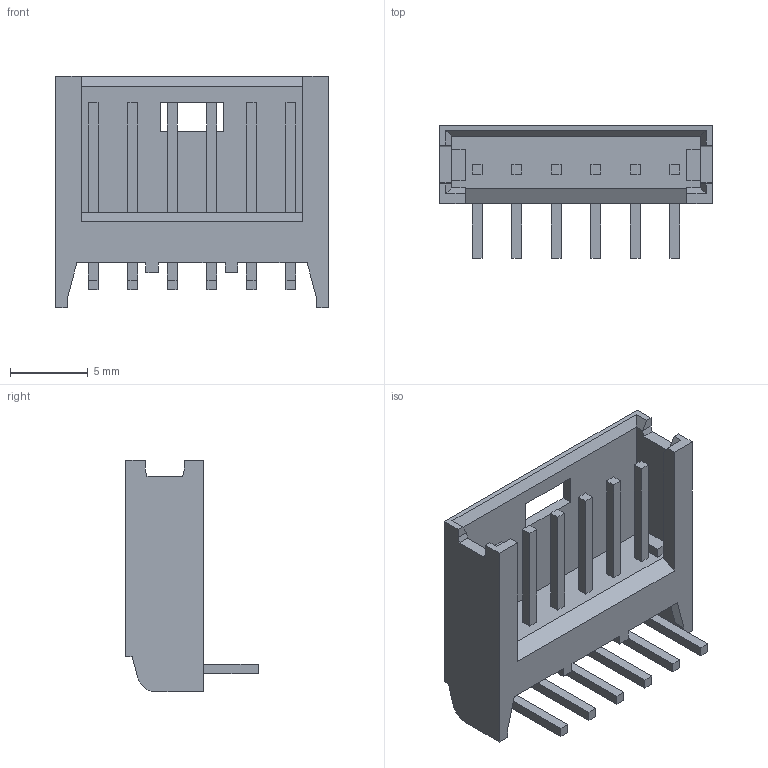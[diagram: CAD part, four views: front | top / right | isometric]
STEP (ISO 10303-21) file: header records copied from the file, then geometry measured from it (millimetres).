
FILE_DESCRIPTION(('STEP AP203'),'1');
FILE_NAME('280379-1.stp','2019-09-01T09:52:48',('TraceParts'),('TraceParts S.A.'),'Spatial InterOp 3D',' ',' ');
FILE_SCHEMA(('CONFIG_CONTROL_DESIGN'));
Length unit declared in the file: millimetre
Products named in the file (1): 1
Bounding box: 17.52 x 8.5 x 14.85 mm (x, y, z)
Volume: 489.3 mm3; surface area: 1100.3 mm2
Topology: 1 solids, 1 shells, 147 faces, 391 edges, 258 vertices
Faces by surface type: plane 141, cylinder 6
Entity records: 4521 total; most frequent: CARTESIAN_POINT 797, ORIENTED_EDGE 782, DIRECTION 699, EDGE_CURVE 391, LINE 379, VECTOR 379, VERTEX_POINT 258, EDGE_LOOP 161
